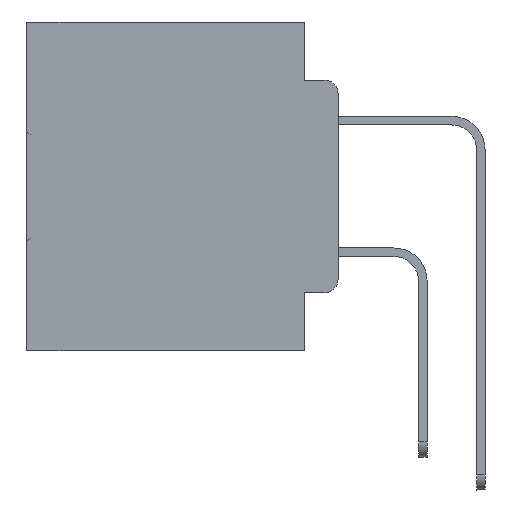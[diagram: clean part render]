
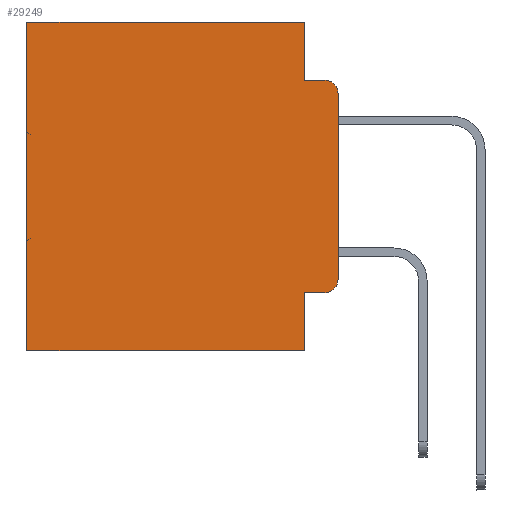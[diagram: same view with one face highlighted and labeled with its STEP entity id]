
A CAD part, left-side view. The second image highlights one B-rep face of the part: STEP entity #29249.
In plain terms, the highlighted planar face has unit normal (-1, 0, 0).
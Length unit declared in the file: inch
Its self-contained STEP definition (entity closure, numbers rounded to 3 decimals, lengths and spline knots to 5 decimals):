
#20 = CARTESIAN_POINT ( 'NONE',  ( 0.298, 0.051, -0.5 ) ) ;
#230 = CIRCLE ( 'NONE', #18751, 0.02 ) ;
#329 = VERTEX_POINT ( 'NONE', #20 ) ;
#405 = EDGE_LOOP ( 'NONE', ( #32239, #14967, #7952, #13423, #35612, #5819, #7246, #13848, #31975, #8802 ) ) ;
#969 = CARTESIAN_POINT ( 'NONE',  ( 0.298, 0.051, -0.4115 ) ) ;
#1052 = VERTEX_POINT ( 'NONE', #24983 ) ;
#1565 = DIRECTION ( 'NONE',  ( 0., 1., 0. ) ) ;
#1568 = LINE ( 'NONE', #34901, #18968 ) ;
#1739 = DIRECTION ( 'NONE',  ( 0., 0., -1. ) ) ;
#1812 = EDGE_CURVE ( 'NONE', #30710, #16148, #14979, .T. ) ;
#3807 = DIRECTION ( 'NONE',  ( 1., 0., 0. ) ) ;
#4333 = EDGE_CURVE ( 'NONE', #329, #1052, #12720, .T. ) ;
#4372 = VECTOR ( 'NONE', #4859, 39.37008 ) ;
#4859 = DIRECTION ( 'NONE',  ( 0., 0., -1. ) ) ;
#5819 = ORIENTED_EDGE ( 'NONE', *, *, #35936, .T. ) ;
#6995 = CARTESIAN_POINT ( 'NONE',  ( 0.298, 0., 0. ) ) ;
#7039 = DIRECTION ( 'NONE',  ( 0., 0., -1. ) ) ;
#7164 = DIRECTION ( 'NONE',  ( 0., 0., -1. ) ) ;
#7246 = ORIENTED_EDGE ( 'NONE', *, *, #4333, .F. ) ;
#7269 = CARTESIAN_POINT ( 'NONE',  ( 0.298, 0., -0.3915 ) ) ;
#7462 = LINE ( 'NONE', #18883, #30517 ) ;
#7952 = ORIENTED_EDGE ( 'NONE', *, *, #20154, .F. ) ;
#8168 = CARTESIAN_POINT ( 'NONE',  ( 0.298, 0.02, -0.1085 ) ) ;
#8345 = DIRECTION ( 'NONE',  ( -1., 0., 0. ) ) ;
#8802 = ORIENTED_EDGE ( 'NONE', *, *, #12233, .T. ) ;
#8900 = DIRECTION ( 'NONE',  ( 0., 0., -1. ) ) ;
#9268 = DIRECTION ( 'NONE',  ( 0., 0., -1. ) ) ;
#9586 = VERTEX_POINT ( 'NONE', #11166 ) ;
#9617 = FACE_OUTER_BOUND ( 'NONE', #405, .T. ) ;
#9985 = LINE ( 'NONE', #15973, #14319 ) ;
#10164 = DIRECTION ( 'NONE',  ( -1., 0., 0. ) ) ;
#10453 = AXIS2_PLACEMENT_3D ( 'NONE', #12258, #3807, #29273 ) ;
#11166 = CARTESIAN_POINT ( 'NONE',  ( 0.298, 0.051, 0. ) ) ;
#12222 = VECTOR ( 'NONE', #7039, 39.37008 ) ;
#12233 = EDGE_CURVE ( 'NONE', #35458, #14427, #230, .T. ) ;
#12247 = VECTOR ( 'NONE', #1565, 39.37008 ) ;
#12258 = CARTESIAN_POINT ( 'NONE',  ( 0.298, 0., 0. ) ) ;
#12282 = VECTOR ( 'NONE', #26415, 39.37008 ) ;
#12720 = LINE ( 'NONE', #24503, #13338 ) ;
#13338 = VECTOR ( 'NONE', #30493, 39.37008 ) ;
#13423 = ORIENTED_EDGE ( 'NONE', *, *, #24395, .F. ) ;
#13536 = VERTEX_POINT ( 'NONE', #29689 ) ;
#13848 = ORIENTED_EDGE ( 'NONE', *, *, #17587, .F. ) ;
#14221 = VERTEX_POINT ( 'NONE', #31632 ) ;
#14319 = VECTOR ( 'NONE', #7164, 39.37008 ) ;
#14427 = VERTEX_POINT ( 'NONE', #7269 ) ;
#14967 = ORIENTED_EDGE ( 'NONE', *, *, #1812, .T. ) ;
#14979 = CIRCLE ( 'NONE', #35899, 0.02 ) ;
#15141 = CARTESIAN_POINT ( 'NONE',  ( 0.298, 0.02, -0.4115 ) ) ;
#15591 = CARTESIAN_POINT ( 'NONE',  ( 0.298, 0.02, -0.3915 ) ) ;
#15595 = LINE ( 'NONE', #6995, #12247 ) ;
#15973 = CARTESIAN_POINT ( 'NONE',  ( 0.298, 0.051, 0. ) ) ;
#16148 = VERTEX_POINT ( 'NONE', #17853 ) ;
#16252 = DIRECTION ( 'NONE',  ( 0., -1., 0. ) ) ;
#17587 = EDGE_CURVE ( 'NONE', #14221, #329, #9985, .T. ) ;
#17853 = CARTESIAN_POINT ( 'NONE',  ( 0.298, 0.02, -0.0885 ) ) ;
#18751 = AXIS2_PLACEMENT_3D ( 'NONE', #15591, #10164, #1739 ) ;
#18883 = CARTESIAN_POINT ( 'NONE',  ( 0.298, 0.051, -0.0885 ) ) ;
#18968 = VECTOR ( 'NONE', #9268, 39.37008 ) ;
#20154 = EDGE_CURVE ( 'NONE', #13536, #16148, #7462, .T. ) ;
#21025 = PLANE ( 'NONE',  #10453 ) ;
#22049 = VERTEX_POINT ( 'NONE', #26129 ) ;
#22544 = CARTESIAN_POINT ( 'NONE',  ( 0.298, 0., -0.1085 ) ) ;
#24066 = LINE ( 'NONE', #32686, #12222 ) ;
#24395 = EDGE_CURVE ( 'NONE', #9586, #13536, #33686, .T. ) ;
#24503 = CARTESIAN_POINT ( 'NONE',  ( 0.298, 0., -0.5 ) ) ;
#24983 = CARTESIAN_POINT ( 'NONE',  ( 0.298, 0.473, -0.5 ) ) ;
#26129 = CARTESIAN_POINT ( 'NONE',  ( 0.298, 0.473, 0. ) ) ;
#26415 = DIRECTION ( 'NONE',  ( 0., -1., 0. ) ) ;
#28799 = EDGE_CURVE ( 'NONE', #30710, #14427, #24066, .T. ) ;
#29240 = EDGE_CURVE ( 'NONE', #9586, #22049, #15595, .T. ) ;
#29249 = ADVANCED_FACE ( 'NONE', ( #9617 ), #21025, .F. ) ;
#29273 = DIRECTION ( 'NONE',  ( 0., 0., -1. ) ) ;
#29689 = CARTESIAN_POINT ( 'NONE',  ( 0.298, 0.051, -0.0885 ) ) ;
#29711 = EDGE_CURVE ( 'NONE', #14221, #35458, #35596, .T. ) ;
#30493 = DIRECTION ( 'NONE',  ( 0., 1., 0. ) ) ;
#30517 = VECTOR ( 'NONE', #16252, 39.37008 ) ;
#30710 = VERTEX_POINT ( 'NONE', #22544 ) ;
#31632 = CARTESIAN_POINT ( 'NONE',  ( 0.298, 0.051, -0.4115 ) ) ;
#31975 = ORIENTED_EDGE ( 'NONE', *, *, #29711, .T. ) ;
#32239 = ORIENTED_EDGE ( 'NONE', *, *, #28799, .F. ) ;
#32686 = CARTESIAN_POINT ( 'NONE',  ( 0.298, 0., 0. ) ) ;
#33686 = LINE ( 'NONE', #36504, #4372 ) ;
#34901 = CARTESIAN_POINT ( 'NONE',  ( 0.298, 0.473, 0. ) ) ;
#35458 = VERTEX_POINT ( 'NONE', #15141 ) ;
#35596 = LINE ( 'NONE', #969, #12282 ) ;
#35612 = ORIENTED_EDGE ( 'NONE', *, *, #29240, .T. ) ;
#35899 = AXIS2_PLACEMENT_3D ( 'NONE', #8168, #8345, #8900 ) ;
#35936 = EDGE_CURVE ( 'NONE', #22049, #1052, #1568, .T. ) ;
#36504 = CARTESIAN_POINT ( 'NONE',  ( 0.298, 0.051, 0. ) ) ;
